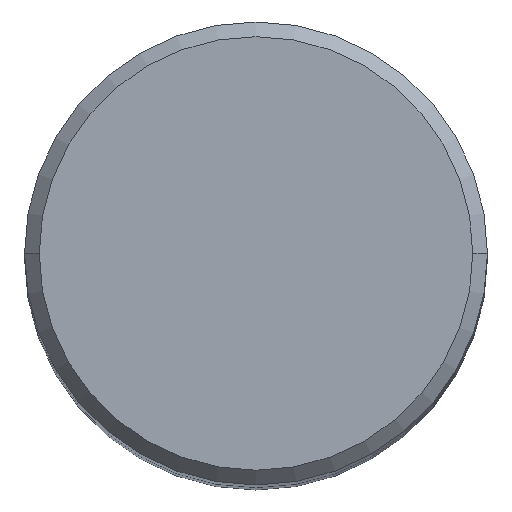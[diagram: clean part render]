
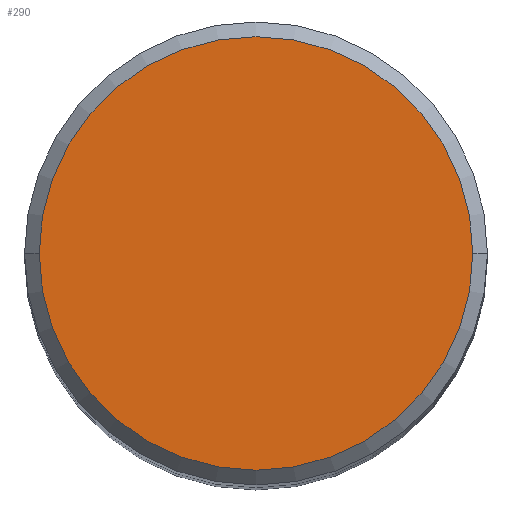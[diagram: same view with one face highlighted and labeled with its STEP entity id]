
A CAD part, top view. The second image highlights one B-rep face of the part: STEP entity #290.
In plain terms, the highlighted planar face has unit normal (0, 0, 1).
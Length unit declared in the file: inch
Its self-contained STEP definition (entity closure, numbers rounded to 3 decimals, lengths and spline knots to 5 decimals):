
#103 = EDGE_CURVE ( 'NONE', #167, #366, #337, .T. ) ;
#105 = FACE_OUTER_BOUND ( 'NONE', #224, .T. ) ;
#123 = AXIS2_PLACEMENT_3D ( 'NONE', #240, #295, #193 ) ;
#137 = DIRECTION ( 'NONE',  ( 0., 0., 1. ) ) ;
#144 = ORIENTED_EDGE ( 'NONE', *, *, #231, .T. ) ;
#167 = VERTEX_POINT ( 'NONE', #238 ) ;
#179 = AXIS2_PLACEMENT_3D ( 'NONE', #223, #137, #333 ) ;
#180 = AXIS2_PLACEMENT_3D ( 'NONE', #235, #229, #347 ) ;
#193 = DIRECTION ( 'NONE',  ( -1., 0., 0. ) ) ;
#211 = PLANE ( 'NONE',  #123 ) ;
#223 = CARTESIAN_POINT ( 'NONE',  ( 0., 0., 0. ) ) ;
#224 = EDGE_LOOP ( 'NONE', ( #360, #144 ) ) ;
#229 = DIRECTION ( 'NONE',  ( 0., 0., 1. ) ) ;
#231 = EDGE_CURVE ( 'NONE', #366, #167, #313, .T. ) ;
#235 = CARTESIAN_POINT ( 'NONE',  ( 0., 0., 0. ) ) ;
#238 = CARTESIAN_POINT ( 'NONE',  ( -0.29495, 0., 0. ) ) ;
#240 = CARTESIAN_POINT ( 'NONE',  ( 0., 0.29495, 0. ) ) ;
#290 = ADVANCED_FACE ( 'NONE', ( #105 ), #211, .F. ) ;
#295 = DIRECTION ( 'NONE',  ( 0., 0., -1. ) ) ;
#313 = CIRCLE ( 'NONE', #179, 0.29495 ) ;
#333 = DIRECTION ( 'NONE',  ( 1., 0., 0. ) ) ;
#337 = CIRCLE ( 'NONE', #180, 0.29495 ) ;
#347 = DIRECTION ( 'NONE',  ( 1., 0., 0. ) ) ;
#356 = CARTESIAN_POINT ( 'NONE',  ( 0.29495, 0., 0. ) ) ;
#360 = ORIENTED_EDGE ( 'NONE', *, *, #103, .T. ) ;
#366 = VERTEX_POINT ( 'NONE', #356 ) ;
